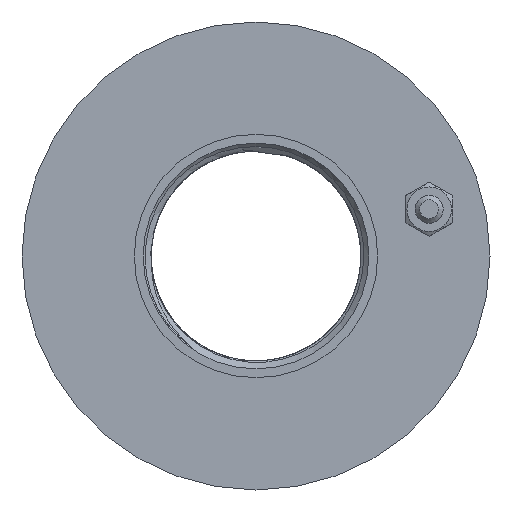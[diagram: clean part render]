
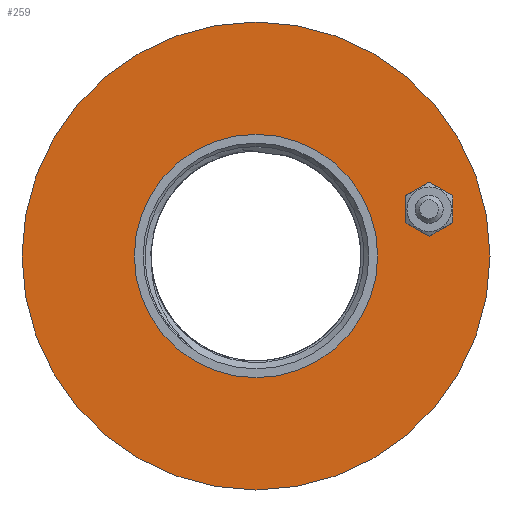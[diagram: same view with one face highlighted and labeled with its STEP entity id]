
A CAD part, left-side view. The second image highlights one B-rep face of the part: STEP entity #259.
In plain terms, the highlighted planar face has unit normal (-1, 0, 0).
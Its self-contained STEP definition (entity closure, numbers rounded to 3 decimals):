
#259=ADVANCED_FACE('',(#6230,#6232),#6234,.T.);
#6230=FACE_BOUND('',#6231,.T.);
#6231=EDGE_LOOP('',(#6700));
#6232=FACE_BOUND('',#6233,.T.);
#6233=EDGE_LOOP('',(#6701));
#6234=PLANE('',#6235);
#6235=AXIS2_PLACEMENT_3D('',#6236,#6237,#6238);
#6236=CARTESIAN_POINT('',(-3.,0.,0.));
#6237=DIRECTION('',(-1.,0.,0.));
#6238=DIRECTION('',(0.,0.,1.));
#6700=ORIENTED_EDGE('',*,*,#6955,.T.);
#6701=ORIENTED_EDGE('',*,*,#6956,.F.);
#6955=EDGE_CURVE('',#7131,#7131,#7132,.T.);
#6956=EDGE_CURVE('',#7133,#7133,#7134,.T.);
#7131=VERTEX_POINT('',#10288);
#7132=CIRCLE('',#10289,50.);
#7133=VERTEX_POINT('',#10293);
#7134=CIRCLE('',#10294,26.);
#10288=CARTESIAN_POINT('',(-3.,0.,50.));
#10289=AXIS2_PLACEMENT_3D('',#10290,#10291,#10292);
#10290=CARTESIAN_POINT('',(-3.,0.,0.));
#10291=DIRECTION('',(-1.,0.,0.));
#10292=DIRECTION('',(0.,0.,1.));
#10293=CARTESIAN_POINT('',(-3.,0.,26.));
#10294=AXIS2_PLACEMENT_3D('',#10295,#10296,#10297);
#10295=CARTESIAN_POINT('',(-3.,0.,0.));
#10296=DIRECTION('',(-1.,0.,0.));
#10297=DIRECTION('',(0.,0.,1.));
